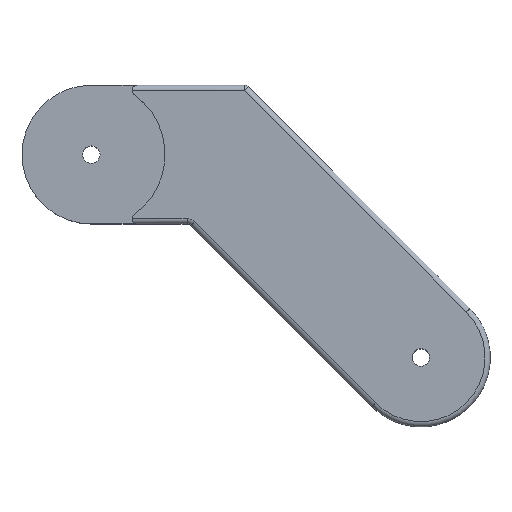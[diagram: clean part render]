
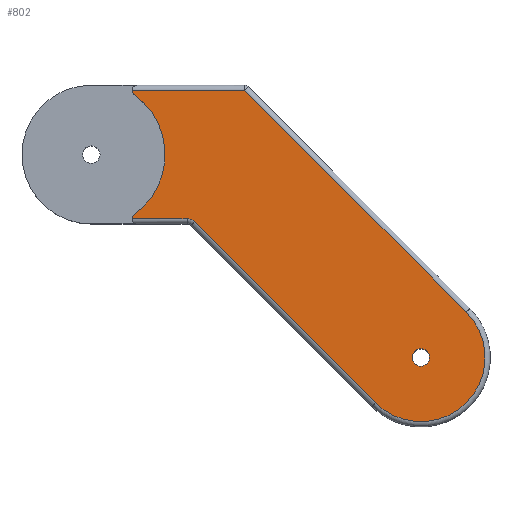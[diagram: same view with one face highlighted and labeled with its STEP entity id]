
A CAD part, top view. The second image highlights one B-rep face of the part: STEP entity #802.
In plain terms, the highlighted planar face has unit normal (0, 0, 1).
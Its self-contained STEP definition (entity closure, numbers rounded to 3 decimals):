
#21=FACE_BOUND('',#132,.T.);
#30=PLANE('',#931);
#80=FACE_OUTER_BOUND('',#131,.T.);
#131=EDGE_LOOP('',(#695,#696,#697,#698,#699,#700,#701,#702,#703));
#132=EDGE_LOOP('',(#704));
#158=CIRCLE('',#864,6.);
#177=CIRCLE('',#900,37.);
#181=CIRCLE('',#909,3.);
#183=CIRCLE('',#912,3.);
#191=CIRCLE('',#927,42.5);
#193=CIRCLE('',#932,5.);
#233=LINE('',#1363,#286);
#235=LINE('',#1370,#288);
#237=LINE('',#1377,#290);
#239=LINE('',#1382,#292);
#286=VECTOR('',#1105,10.);
#288=VECTOR('',#1113,10.);
#290=VECTOR('',#1123,10.);
#292=VECTOR('',#1127,10.);
#336=VERTEX_POINT('',#1295);
#338=VERTEX_POINT('',#1299);
#339=VERTEX_POINT('',#1303);
#357=VERTEX_POINT('',#1362);
#359=VERTEX_POINT('',#1368);
#360=VERTEX_POINT('',#1373);
#362=VERTEX_POINT('',#1381);
#368=VERTEX_POINT('',#1397);
#369=VERTEX_POINT('',#1401);
#379=VERTEX_POINT('',#1441);
#422=EDGE_CURVE('',#338,#336,#158,.T.);
#453=EDGE_CURVE('',#357,#339,#233,.T.);
#457=EDGE_CURVE('',#359,#338,#235,.T.);
#460=EDGE_CURVE('',#360,#359,#177,.T.);
#461=EDGE_CURVE('',#339,#360,#237,.T.);
#463=EDGE_CURVE('',#336,#362,#239,.T.);
#472=EDGE_CURVE('',#368,#357,#181,.T.);
#476=EDGE_CURVE('',#362,#369,#183,.T.);
#490=EDGE_CURVE('',#368,#369,#191,.T.);
#493=EDGE_CURVE('',#379,#379,#193,.T.);
#695=ORIENTED_EDGE('',*,*,#472,.F.);
#696=ORIENTED_EDGE('',*,*,#490,.T.);
#697=ORIENTED_EDGE('',*,*,#476,.F.);
#698=ORIENTED_EDGE('',*,*,#463,.F.);
#699=ORIENTED_EDGE('',*,*,#422,.F.);
#700=ORIENTED_EDGE('',*,*,#457,.F.);
#701=ORIENTED_EDGE('',*,*,#460,.F.);
#702=ORIENTED_EDGE('',*,*,#461,.F.);
#703=ORIENTED_EDGE('',*,*,#453,.F.);
#704=ORIENTED_EDGE('',*,*,#493,.T.);
#802=ADVANCED_FACE('',(#80,#21),#30,.T.);
#864=AXIS2_PLACEMENT_3D('',#1301,#1031,#1032);
#900=AXIS2_PLACEMENT_3D('',#1375,#1119,#1120);
#909=AXIS2_PLACEMENT_3D('',#1399,#1144,#1145);
#912=AXIS2_PLACEMENT_3D('',#1407,#1152,#1153);
#927=AXIS2_PLACEMENT_3D('',#1434,#1188,#1189);
#931=AXIS2_PLACEMENT_3D('',#1440,#1197,#1198);
#932=AXIS2_PLACEMENT_3D('',#1442,#1199,#1200);
#1031=DIRECTION('center_axis',(0.,0.,1.));
#1032=DIRECTION('ref_axis',(0.383,0.924,0.));
#1105=DIRECTION('',(1.,0.,0.));
#1113=DIRECTION('',(-0.707,0.707,0.));
#1119=DIRECTION('center_axis',(0.,0.,-1.));
#1120=DIRECTION('ref_axis',(0.707,-0.707,0.));
#1123=DIRECTION('',(0.707,-0.707,0.));
#1127=DIRECTION('',(-1.,0.,0.));
#1144=DIRECTION('center_axis',(0.,0.,-1.));
#1145=DIRECTION('ref_axis',(-0.952,0.306,0.));
#1152=DIRECTION('center_axis',(0.,0.,-1.));
#1153=DIRECTION('ref_axis',(-0.952,-0.306,0.));
#1188=DIRECTION('center_axis',(0.,0.,-1.));
#1189=DIRECTION('ref_axis',(1.,0.,0.));
#1197=DIRECTION('center_axis',(0.,0.,1.));
#1198=DIRECTION('ref_axis',(1.,0.,0.));
#1199=DIRECTION('center_axis',(0.,0.,-1.));
#1200=DIRECTION('ref_axis',(-1.,0.,0.));
#1295=CARTESIAN_POINT('',(55.189,-37.,35.));
#1299=CARTESIAN_POINT('',(59.431,-38.757,35.));
#1301=CARTESIAN_POINT('Origin',(55.189,-43.,35.));
#1303=CARTESIAN_POINT('',(88.326,37.,35.));
#1362=CARTESIAN_POINT('',(23.481,37.,35.));
#1363=CARTESIAN_POINT('',(92.284,37.,35.));
#1368=CARTESIAN_POINT('',(163.837,-143.163,35.));
#1370=CARTESIAN_POINT('',(72.82,-52.146,35.));
#1373=CARTESIAN_POINT('',(216.163,-90.837,35.));
#1375=CARTESIAN_POINT('Origin',(190.,-117.,35.));
#1377=CARTESIAN_POINT('',(177.788,-52.462,35.));
#1381=CARTESIAN_POINT('',(23.481,-37.,35.));
#1382=CARTESIAN_POINT('',(47.5,-37.,35.));
#1397=CARTESIAN_POINT('',(24.735,34.56,35.));
#1399=CARTESIAN_POINT('Origin',(26.481,37.,35.));
#1401=CARTESIAN_POINT('',(24.735,-34.56,35.));
#1407=CARTESIAN_POINT('Origin',(26.481,-37.,35.));
#1434=CARTESIAN_POINT('Origin',(0.,0.,35.));
#1440=CARTESIAN_POINT('Origin',(95.,-58.5,35.));
#1441=CARTESIAN_POINT('',(195.,-117.,35.));
#1442=CARTESIAN_POINT('Origin',(190.,-117.,35.));
